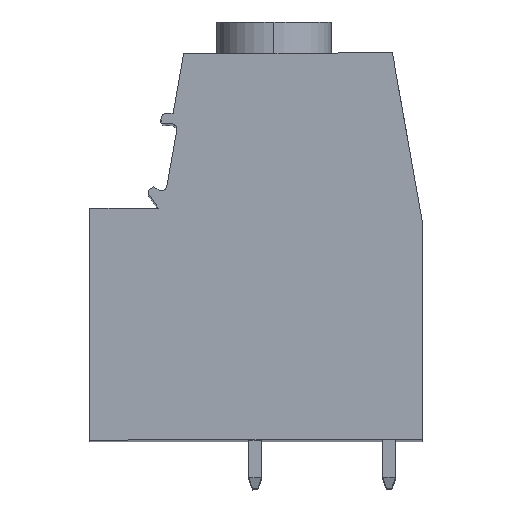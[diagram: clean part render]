
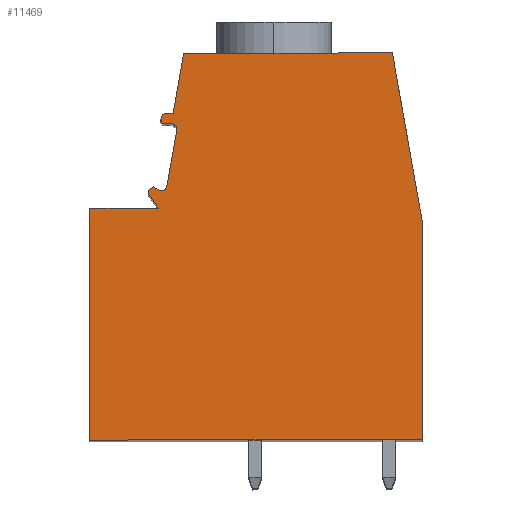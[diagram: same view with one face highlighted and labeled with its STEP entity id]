
A CAD part, top view. The second image highlights one B-rep face of the part: STEP entity #11469.
In plain terms, the highlighted planar face has unit normal (0, 0, 1).
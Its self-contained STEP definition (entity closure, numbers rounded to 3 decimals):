
#3174=DIRECTION('',(-1.,0.,0.));
#3175=VECTOR('',#3174,0.6);
#3176=CARTESIAN_POINT('',(-9.708,14.795,97.5));
#3177=LINE('',#3176,#3175);
#3178=DIRECTION('',(-0.174,-0.985,0.));
#3179=VECTOR('',#3178,5.687);
#3180=CARTESIAN_POINT('',(-8.72,20.396,97.5));
#3181=LINE('',#3180,#3179);
#3182=DIRECTION('',(-1.,-0.001,0.));
#3183=VECTOR('',#3182,19.48);
#3184=CARTESIAN_POINT('',(10.76,20.41,97.5));
#3185=LINE('',#3184,#3183);
#3186=DIRECTION('',(-0.174,0.985,0.));
#3187=VECTOR('',#3186,15.891);
#3188=CARTESIAN_POINT('',(13.53,4.762,97.5));
#3189=LINE('',#3188,#3187);
#3190=DIRECTION('',(0.,1.,0.));
#3191=VECTOR('',#3190,20.45);
#3192=CARTESIAN_POINT('',(13.53,-15.688,97.5));
#3193=LINE('',#3192,#3191);
#3194=DIRECTION('',(1.,0.001,0.));
#3195=VECTOR('',#3194,31.);
#3196=CARTESIAN_POINT('',(-17.47,-15.71,97.5));
#3197=LINE('',#3196,#3195);
#3198=DIRECTION('',(0.,-1.,0.));
#3199=VECTOR('',#3198,21.65);
#3200=CARTESIAN_POINT('',(-17.47,5.94,97.5));
#3201=LINE('',#3200,#3199);
#3202=DIRECTION('',(-1.,0.,0.));
#3203=VECTOR('',#3202,6.38);
#3204=CARTESIAN_POINT('',(-11.09,5.94,97.5));
#3205=LINE('',#3204,#3203);
#3206=DIRECTION('',(0.577,-0.817,0.));
#3207=VECTOR('',#3206,1.51);
#3208=CARTESIAN_POINT('',(-11.961,7.174,97.5));
#3209=LINE('',#3208,#3207);
#3210=CARTESIAN_POINT('',(-11.634,7.404,97.5));
#3211=DIRECTION('',(0.,0.,1.));
#3212=DIRECTION('',(-0.536,0.844,0.));
#3213=AXIS2_PLACEMENT_3D('',#3210,#3211,#3212);
#3215=DIRECTION('',(-0.844,-0.536,0.));
#3216=VECTOR('',#3215,0.245);
#3217=CARTESIAN_POINT('',(-11.642,7.873,97.5));
#3218=LINE('',#3217,#3216);
#3219=CARTESIAN_POINT('',(-11.535,7.704,97.5));
#3220=DIRECTION('',(0.,0.,1.));
#3221=DIRECTION('',(0.56,0.829,0.));
#3222=AXIS2_PLACEMENT_3D('',#3219,#3220,#3221);
#3224=DIRECTION('',(-0.829,0.56,0.));
#3225=VECTOR('',#3224,0.514);
#3226=CARTESIAN_POINT('',(-10.997,7.583,97.5));
#3227=LINE('',#3226,#3225);
#3228=DIRECTION('',(-0.989,0.148,0.));
#3229=VECTOR('',#3228,0.14);
#3230=CARTESIAN_POINT('',(-10.859,7.562,97.5));
#3231=LINE('',#3230,#3229);
#3232=CARTESIAN_POINT('',(-10.785,8.056,97.5));
#3233=DIRECTION('',(0.,0.,-1.));
#3234=DIRECTION('',(0.985,-0.174,0.));
#3235=AXIS2_PLACEMENT_3D('',#3232,#3233,#3234);
#3237=DIRECTION('',(-0.174,-0.985,0.));
#3238=VECTOR('',#3237,5.32);
#3239=CARTESIAN_POINT('',(-9.368,13.209,97.5));
#3240=LINE('',#3239,#3238);
#3241=CARTESIAN_POINT('',(-9.861,13.295,97.5));
#3242=DIRECTION('',(0.,0.,-1.));
#3243=DIRECTION('',(0.182,0.983,0.));
#3244=AXIS2_PLACEMENT_3D('',#3241,#3242,#3243);
#3246=DIRECTION('',(0.983,-0.182,0.));
#3247=VECTOR('',#3246,0.412);
#3248=CARTESIAN_POINT('',(-10.175,13.862,97.5));
#3249=LINE('',#3248,#3247);
#3250=DIRECTION('',(0.97,0.243,0.));
#3251=VECTOR('',#3250,0.292);
#3252=CARTESIAN_POINT('',(-10.458,13.791,97.5));
#3253=LINE('',#3252,#3251);
#3254=CARTESIAN_POINT('',(-10.506,13.985,97.5));
#3255=DIRECTION('',(0.,0.,1.));
#3256=DIRECTION('',(-0.792,-0.61,0.));
#3257=AXIS2_PLACEMENT_3D('',#3254,#3255,#3256);
#3259=DIRECTION('',(0.61,-0.792,0.));
#3260=VECTOR('',#3259,0.188);
#3261=CARTESIAN_POINT('',(-10.78,14.012,97.5));
#3262=LINE('',#3261,#3260);
#3263=CARTESIAN_POINT('',(-10.542,14.195,97.5));
#3264=DIRECTION('',(0.,0.,1.));
#3265=DIRECTION('',(-0.966,0.259,0.));
#3266=AXIS2_PLACEMENT_3D('',#3263,#3264,#3265);
#3268=DIRECTION('',(-0.259,-0.966,0.));
#3269=VECTOR('',#3268,0.157);
#3270=CARTESIAN_POINT('',(-10.791,14.425,97.5));
#3271=LINE('',#3270,#3269);
#3272=CARTESIAN_POINT('',(-10.308,14.295,97.5));
#3273=DIRECTION('',(0.,0.,1.));
#3274=DIRECTION('',(0.,1.,0.));
#3275=AXIS2_PLACEMENT_3D('',#3272,#3273,#3274);
#5711=CARTESIAN_POINT('',(-9.708,14.795,97.5));
#5712=CARTESIAN_POINT('',(-10.308,14.795,97.5));
#5713=VERTEX_POINT('',#5711);
#5714=VERTEX_POINT('',#5712);
#5715=CARTESIAN_POINT('',(-10.791,14.425,97.5));
#5716=VERTEX_POINT('',#5715);
#5717=CARTESIAN_POINT('',(-10.832,14.273,97.5));
#5718=VERTEX_POINT('',#5717);
#5719=CARTESIAN_POINT('',(-10.78,14.012,97.5));
#5720=VERTEX_POINT('',#5719);
#5721=CARTESIAN_POINT('',(-10.665,13.863,97.5));
#5722=VERTEX_POINT('',#5721);
#5723=CARTESIAN_POINT('',(-10.458,13.791,97.5));
#5724=VERTEX_POINT('',#5723);
#5725=CARTESIAN_POINT('',(-10.175,13.862,97.5));
#5726=VERTEX_POINT('',#5725);
#5727=CARTESIAN_POINT('',(-9.77,13.787,97.5));
#5728=VERTEX_POINT('',#5727);
#5729=CARTESIAN_POINT('',(-9.368,13.209,97.5));
#5730=VERTEX_POINT('',#5729);
#5731=CARTESIAN_POINT('',(-10.292,7.969,97.5));
#5732=VERTEX_POINT('',#5731);
#5733=CARTESIAN_POINT('',(-10.859,7.562,97.5));
#5734=VERTEX_POINT('',#5733);
#5735=CARTESIAN_POINT('',(-10.997,7.583,97.5));
#5736=VERTEX_POINT('',#5735);
#5737=CARTESIAN_POINT('',(-11.423,7.87,97.5));
#5738=VERTEX_POINT('',#5737);
#5739=CARTESIAN_POINT('',(-11.642,7.873,97.5));
#5740=VERTEX_POINT('',#5739);
#5741=CARTESIAN_POINT('',(-11.848,7.742,97.5));
#5742=VERTEX_POINT('',#5741);
#5743=CARTESIAN_POINT('',(-11.961,7.174,97.5));
#5744=VERTEX_POINT('',#5743);
#5745=CARTESIAN_POINT('',(-11.09,5.94,97.5));
#5746=VERTEX_POINT('',#5745);
#5747=CARTESIAN_POINT('',(-17.47,5.94,97.5));
#5748=VERTEX_POINT('',#5747);
#5749=CARTESIAN_POINT('',(-17.47,-15.71,97.5));
#5750=VERTEX_POINT('',#5749);
#5751=CARTESIAN_POINT('',(13.53,-15.688,97.5));
#5752=VERTEX_POINT('',#5751);
#5753=CARTESIAN_POINT('',(13.53,4.762,97.5));
#5754=VERTEX_POINT('',#5753);
#5755=CARTESIAN_POINT('',(10.76,20.41,97.5));
#5756=VERTEX_POINT('',#5755);
#5757=CARTESIAN_POINT('',(-8.72,20.396,97.5));
#5758=VERTEX_POINT('',#5757);
#11438=CARTESIAN_POINT('',(0.,0.,97.5));
#11439=DIRECTION('',(0.,0.,1.));
#11440=DIRECTION('',(1.,0.,0.));
#11441=AXIS2_PLACEMENT_3D('',#11438,#11439,#11440);
#11442=PLANE('',#11441);
#11443=ORIENTED_EDGE('',*,*,#7447,.F.);
#11444=ORIENTED_EDGE('',*,*,#7462,.F.);
#11445=ORIENTED_EDGE('',*,*,#7477,.F.);
#11446=ORIENTED_EDGE('',*,*,#10142,.F.);
#11447=ORIENTED_EDGE('',*,*,#10224,.F.);
#11448=ORIENTED_EDGE('',*,*,#10831,.F.);
#11449=ORIENTED_EDGE('',*,*,#11125,.F.);
#11450=ORIENTED_EDGE('',*,*,#11209,.F.);
#11451=ORIENTED_EDGE('',*,*,#11223,.F.);
#11452=ORIENTED_EDGE('',*,*,#11237,.F.);
#11453=ORIENTED_EDGE('',*,*,#11251,.F.);
#11454=ORIENTED_EDGE('',*,*,#11265,.F.);
#11455=ORIENTED_EDGE('',*,*,#11279,.F.);
#11456=ORIENTED_EDGE('',*,*,#11293,.F.);
#11457=ORIENTED_EDGE('',*,*,#11307,.F.);
#11458=ORIENTED_EDGE('',*,*,#11321,.F.);
#11459=ORIENTED_EDGE('',*,*,#11335,.F.);
#11460=ORIENTED_EDGE('',*,*,#11349,.F.);
#11461=ORIENTED_EDGE('',*,*,#11363,.F.);
#11462=ORIENTED_EDGE('',*,*,#11377,.F.);
#11463=ORIENTED_EDGE('',*,*,#11391,.F.);
#11464=ORIENTED_EDGE('',*,*,#11405,.F.);
#11465=ORIENTED_EDGE('',*,*,#11419,.F.);
#11466=ORIENTED_EDGE('',*,*,#11432,.F.);
#11467=EDGE_LOOP('',(#11443,#11444,#11445,#11446,#11447,#11448,#11449,#11450,
#11451,#11452,#11453,#11454,#11455,#11456,#11457,#11458,#11459,#11460,#11461,
#11462,#11463,#11464,#11465,#11466));
#11468=FACE_OUTER_BOUND('',#11467,.F.);
#3214=CIRCLE('',#3213,0.4);
#3223=CIRCLE('',#3222,0.2);
#3236=CIRCLE('',#3235,0.5);
#3245=CIRCLE('',#3244,0.5);
#3258=CIRCLE('',#3257,0.2);
#3267=CIRCLE('',#3266,0.3);
#3276=CIRCLE('',#3275,0.5);
#7447=EDGE_CURVE('',#5713,#5714,#3177,.T.);
#7462=EDGE_CURVE('',#5758,#5713,#3181,.T.);
#7477=EDGE_CURVE('',#5756,#5758,#3185,.T.);
#10142=EDGE_CURVE('',#5754,#5756,#3189,.T.);
#10224=EDGE_CURVE('',#5752,#5754,#3193,.T.);
#10831=EDGE_CURVE('',#5750,#5752,#3197,.T.);
#11125=EDGE_CURVE('',#5748,#5750,#3201,.T.);
#11209=EDGE_CURVE('',#5746,#5748,#3205,.T.);
#11223=EDGE_CURVE('',#5744,#5746,#3209,.T.);
#11237=EDGE_CURVE('',#5742,#5744,#3214,.T.);
#11251=EDGE_CURVE('',#5740,#5742,#3218,.T.);
#11265=EDGE_CURVE('',#5738,#5740,#3223,.T.);
#11279=EDGE_CURVE('',#5736,#5738,#3227,.T.);
#11293=EDGE_CURVE('',#5734,#5736,#3231,.T.);
#11307=EDGE_CURVE('',#5732,#5734,#3236,.T.);
#11321=EDGE_CURVE('',#5730,#5732,#3240,.T.);
#11335=EDGE_CURVE('',#5728,#5730,#3245,.T.);
#11349=EDGE_CURVE('',#5726,#5728,#3249,.T.);
#11363=EDGE_CURVE('',#5724,#5726,#3253,.T.);
#11377=EDGE_CURVE('',#5722,#5724,#3258,.T.);
#11391=EDGE_CURVE('',#5720,#5722,#3262,.T.);
#11405=EDGE_CURVE('',#5718,#5720,#3267,.T.);
#11419=EDGE_CURVE('',#5716,#5718,#3271,.T.);
#11432=EDGE_CURVE('',#5714,#5716,#3276,.T.);
#11469=ADVANCED_FACE('',(#11468),#11442,.T.);
